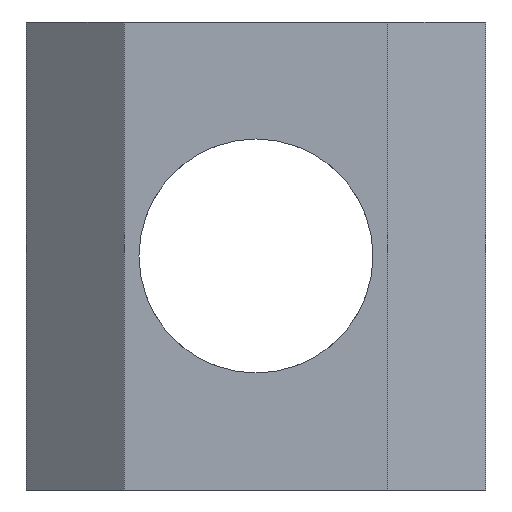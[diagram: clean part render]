
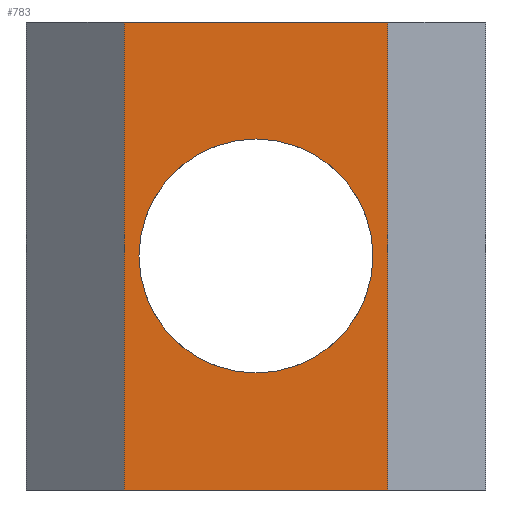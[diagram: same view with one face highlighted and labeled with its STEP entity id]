
A CAD part, front view. The second image highlights one B-rep face of the part: STEP entity #783.
In plain terms, the highlighted planar face has unit normal (0, -1, 0).
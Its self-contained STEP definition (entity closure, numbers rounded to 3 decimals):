
#13 = CARTESIAN_POINT ( 'NONE',  ( 4.5, 0., 8. ) ) ;
#14 = DIRECTION ( 'NONE',  ( 0., -1., 0. ) ) ;
#15 = DIRECTION ( 'NONE',  ( 0., 0., -1. ) ) ;
#114 = ORIENTED_EDGE ( 'NONE', *, *, #237, .F. ) ;
#116 = ORIENTED_EDGE ( 'NONE', *, *, #246, .F. ) ;
#117 = ORIENTED_EDGE ( 'NONE', *, *, #280, .F. ) ;
#118 = ORIENTED_EDGE ( 'NONE', *, *, #549, .F. ) ;
#119 = ORIENTED_EDGE ( 'NONE', *, *, #285, .F. ) ;
#120 = ORIENTED_EDGE ( 'NONE', *, *, #262, .F. ) ;
#177 = PLANE ( 'NONE',  #540 ) ;
#178 = CARTESIAN_POINT ( 'NONE',  ( 0., 0., 0. ) ) ;
#179 = DIRECTION ( 'NONE',  ( 0., 1., 0. ) ) ;
#180 = DIRECTION ( 'NONE',  ( 0., 0., 1. ) ) ;
#222 = VERTEX_POINT ( 'NONE', #1034 ) ;
#226 = VERTEX_POINT ( 'NONE', #1038 ) ;
#237 = EDGE_CURVE ( 'NONE', #672, #222, #971, .T. ) ;
#246 = EDGE_CURVE ( 'NONE', #222, #672, #988, .T. ) ;
#262 = EDGE_CURVE ( 'NONE', #677, #664, #985, .T. ) ;
#280 = EDGE_CURVE ( 'NONE', #684, #677, #927, .T. ) ;
#285 = EDGE_CURVE ( 'NONE', #664, #226, #900, .T. ) ;
#361 = EDGE_LOOP ( 'NONE', ( #114, #116 ) ) ;
#363 = EDGE_LOOP ( 'NONE', ( #117, #118, #119, #120 ) ) ;
#463 = CARTESIAN_POINT ( 'NONE',  ( 4.5, 0., 16. ) ) ;
#464 = DIRECTION ( 'NONE',  ( 1., 0., 0. ) ) ;
#494 = AXIS2_PLACEMENT_3D ( 'NONE', #743, #744, #745 ) ;
#532 = AXIS2_PLACEMENT_3D ( 'NONE', #13, #14, #15 ) ;
#540 = AXIS2_PLACEMENT_3D ( 'NONE', #178, #179, #180 ) ;
#549 = EDGE_CURVE ( 'NONE', #226, #684, #720, .T. ) ;
#572 = CARTESIAN_POINT ( 'NONE',  ( 9., 0., 8. ) ) ;
#573 = DIRECTION ( 'NONE',  ( 0., 0., -1. ) ) ;
#582 = CARTESIAN_POINT ( 'NONE',  ( 0., 0., 8. ) ) ;
#583 = DIRECTION ( 'NONE',  ( 0., 0., 1. ) ) ;
#602 = CARTESIAN_POINT ( 'NONE',  ( 4.5, 0., 0. ) ) ;
#603 = DIRECTION ( 'NONE',  ( -1., 0., 0. ) ) ;
#664 = VERTEX_POINT ( 'NONE', #810 ) ;
#672 = VERTEX_POINT ( 'NONE', #818 ) ;
#677 = VERTEX_POINT ( 'NONE', #823 ) ;
#684 = VERTEX_POINT ( 'NONE', #830 ) ;
#698 = FACE_BOUND ( 'NONE', #361, .T. ) ;
#699 = FACE_OUTER_BOUND ( 'NONE', #363, .T. ) ;
#720 = LINE ( 'NONE', #463, #723 ) ;
#723 = VECTOR ( 'NONE', #464, 1000. ) ;
#743 = CARTESIAN_POINT ( 'NONE',  ( 4.5, 0., 8. ) ) ;
#744 = DIRECTION ( 'NONE',  ( 0., -1., 0. ) ) ;
#745 = DIRECTION ( 'NONE',  ( 0., 0., -1. ) ) ;
#783 = ADVANCED_FACE ( 'NONE', ( #698, #699 ), #177, .F. ) ;
#810 = CARTESIAN_POINT ( 'NONE',  ( 0., 0., 0. ) ) ;
#818 = CARTESIAN_POINT ( 'NONE',  ( 4.5, 0., 4. ) ) ;
#823 = CARTESIAN_POINT ( 'NONE',  ( 9., 0., 0. ) ) ;
#830 = CARTESIAN_POINT ( 'NONE',  ( 9., 0., 16. ) ) ;
#878 = VECTOR ( 'NONE', #583, 1000. ) ;
#900 = LINE ( 'NONE', #582, #878 ) ;
#921 = VECTOR ( 'NONE', #573, 1000. ) ;
#927 = LINE ( 'NONE', #572, #921 ) ;
#971 = CIRCLE ( 'NONE', #494, 4. ) ;
#985 = LINE ( 'NONE', #602, #992 ) ;
#988 = CIRCLE ( 'NONE', #532, 4. ) ;
#992 = VECTOR ( 'NONE', #603, 1000. ) ;
#1034 = CARTESIAN_POINT ( 'NONE',  ( 4.5, 0., 12. ) ) ;
#1038 = CARTESIAN_POINT ( 'NONE',  ( 0., 0., 16. ) ) ;
